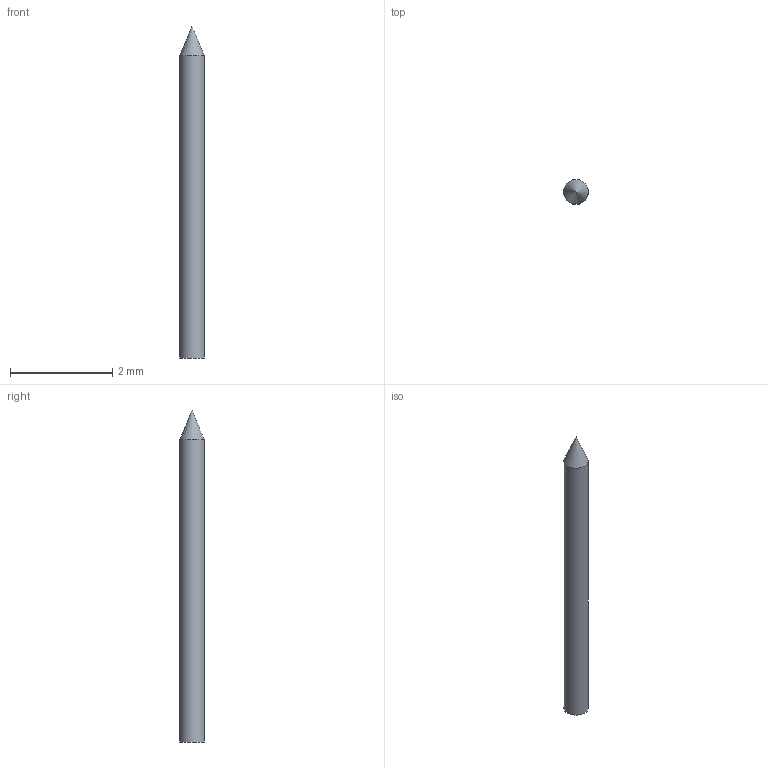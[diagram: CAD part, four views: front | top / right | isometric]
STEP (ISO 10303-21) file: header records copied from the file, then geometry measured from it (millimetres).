
FILE_DESCRIPTION(('FreeCAD Model'),'2;1');
FILE_NAME('P50-B1-Tip.step','2019-10-24T21:51:43',( 'Author'),(''),'Open CASCADE STEP processor 7.2','FreeCAD','Unknown' );
FILE_SCHEMA(('AUTOMOTIVE_DESIGN { 1 0 10303 214 1 1 1 1 }'));
Length unit declared in the file: millimetre
Products named in the file (1): B1_tip
Bounding box: 0.48 x 0.48 x 6.5 mm (x, y, z)
Volume: 1.1 mm3; surface area: 9.6 mm2
Topology: 1 solids, 1 shells, 3 faces, 7 edges, 5 vertices
Faces by surface type: plane 1, cylinder 1, cone 1
Full cylindrical faces by diameter (mm): 0.48 x1
Entity records: 109 total; most frequent: DIRECTION 18, CARTESIAN_POINT 15, ORIENTED_EDGE 12, AXIS2_PLACEMENT_3D 8, EDGE_CURVE 6, VERTEX_POINT 5, CIRCLE 4, ADVANCED_FACE 3
